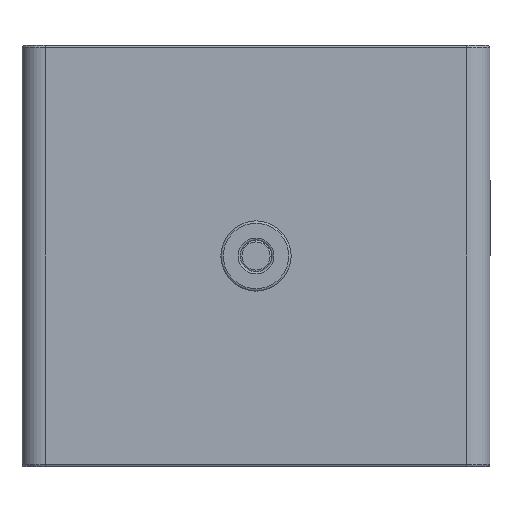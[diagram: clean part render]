
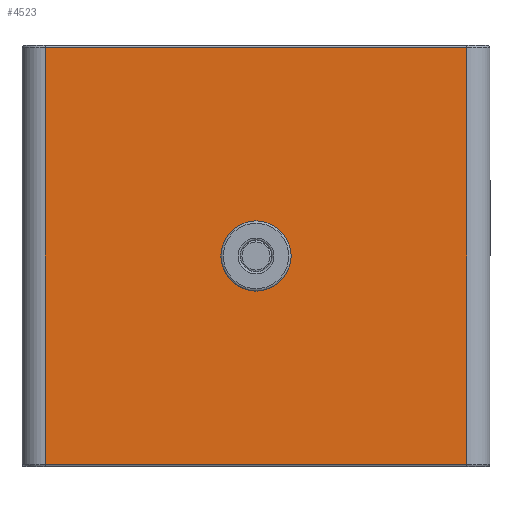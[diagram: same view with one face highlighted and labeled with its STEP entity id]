
A CAD part, left-side view. The second image highlights one B-rep face of the part: STEP entity #4523.
In plain terms, the highlighted planar face has unit normal (-1, 0, 0).
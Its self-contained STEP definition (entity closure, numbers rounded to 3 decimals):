
#383=LINE('',#6942,#587);
#384=LINE('',#6945,#588);
#385=LINE('',#6947,#589);
#386=LINE('',#6949,#590);
#587=VECTOR('',#5527,1000.);
#588=VECTOR('',#5528,1000.);
#589=VECTOR('',#5529,1000.);
#590=VECTOR('',#5530,1000.);
#808=ORIENTED_EDGE('',*,*,#1854,.T.);
#809=ORIENTED_EDGE('',*,*,#1855,.T.);
#810=ORIENTED_EDGE('',*,*,#1856,.T.);
#811=ORIENTED_EDGE('',*,*,#1857,.T.);
#812=ORIENTED_EDGE('',*,*,#1858,.T.);
#1854=EDGE_CURVE('',#2377,#2377,#2646,.F.);
#1855=EDGE_CURVE('',#2378,#2379,#383,.T.);
#1856=EDGE_CURVE('',#2379,#2380,#384,.F.);
#1857=EDGE_CURVE('',#2380,#2381,#385,.F.);
#1858=EDGE_CURVE('',#2381,#2378,#386,.T.);
#2377=VERTEX_POINT('',#6941);
#2378=VERTEX_POINT('',#6943);
#2379=VERTEX_POINT('',#6944);
#2380=VERTEX_POINT('',#6946);
#2381=VERTEX_POINT('',#6948);
#2646=CIRCLE('',#4860,1.9);
#2938=EDGE_LOOP('',(#808));
#2939=EDGE_LOOP('',(#809,#810,#811,#812));
#3320=FACE_BOUND('',#2938,.T.);
#3321=FACE_BOUND('',#2939,.T.);
#3685=PLANE('',#4859);
#4523=ADVANCED_FACE('',(#3320,#3321),#3685,.T.);
#4859=AXIS2_PLACEMENT_3D('',#6939,#5523,#5524);
#4860=AXIS2_PLACEMENT_3D('',#6940,#5525,#5526);
#5523=DIRECTION('',(-1.,0.,0.));
#5524=DIRECTION('',(0.,0.,1.));
#5525=DIRECTION('',(-1.,0.,0.));
#5526=DIRECTION('',(0.,0.,1.));
#5527=DIRECTION('',(0.,0.,-1.));
#5528=DIRECTION('',(0.,1.,0.));
#5529=DIRECTION('',(0.,0.,-1.));
#5530=DIRECTION('',(0.,1.,0.));
#6939=CARTESIAN_POINT('',(0.,-15.,13.5));
#6940=CARTESIAN_POINT('',(0.,0.,0.));
#6941=CARTESIAN_POINT('',(0.,0.,1.9));
#6942=CARTESIAN_POINT('',(0.,13.5,13.5));
#6943=CARTESIAN_POINT('',(0.,13.5,13.35));
#6944=CARTESIAN_POINT('',(0.,13.5,-13.35));
#6945=CARTESIAN_POINT('',(0.,-15.,-13.35));
#6946=CARTESIAN_POINT('',(0.,-13.5,-13.35));
#6947=CARTESIAN_POINT('',(0.,-13.5,13.5));
#6948=CARTESIAN_POINT('',(0.,-13.5,13.35));
#6949=CARTESIAN_POINT('',(0.,13.5,13.35));
